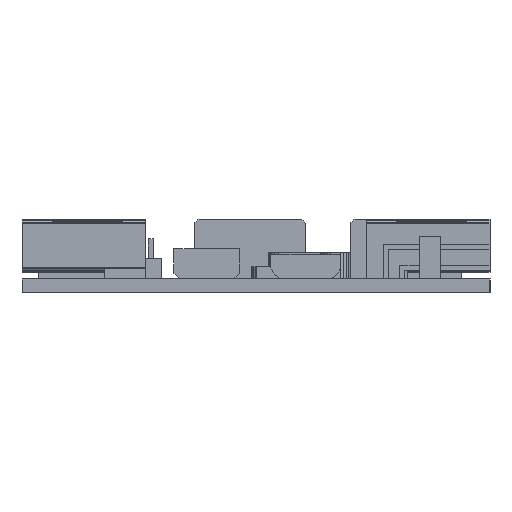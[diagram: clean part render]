
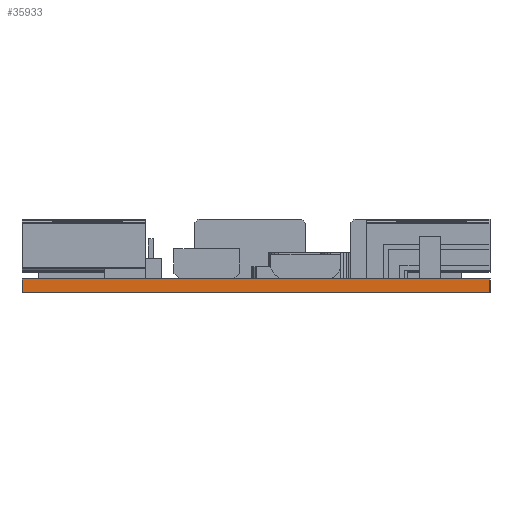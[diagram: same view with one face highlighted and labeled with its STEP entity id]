
A CAD part, left-side view. The second image highlights one B-rep face of the part: STEP entity #35933.
In plain terms, the highlighted planar face has unit normal (-1, 0, 0).
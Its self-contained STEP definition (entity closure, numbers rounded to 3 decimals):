
#44 = PLANE('',#45);
#45 = AXIS2_PLACEMENT_3D('',#46,#47,#48);
#46 = CARTESIAN_POINT('',(2.,2.,0.));
#47 = DIRECTION('',(0.,-1.,0.));
#48 = DIRECTION('',(0.,-0.,-1.));
#72 = PLANE('',#73);
#73 = AXIS2_PLACEMENT_3D('',#74,#75,#76);
#74 = CARTESIAN_POINT('',(2.,59.,0.));
#75 = DIRECTION('',(-0.,0.,1.));
#76 = DIRECTION('',(1.,0.,0.));
#100 = PLANE('',#101);
#101 = AXIS2_PLACEMENT_3D('',#102,#103,#104);
#102 = CARTESIAN_POINT('',(2.,59.,1.7));
#103 = DIRECTION('',(-0.,1.,0.));
#104 = DIRECTION('',(0.,0.,1.));
#126 = PLANE('',#127);
#127 = AXIS2_PLACEMENT_3D('',#128,#129,#130);
#128 = CARTESIAN_POINT('',(2.,2.,1.7));
#129 = DIRECTION('',(0.,0.,1.));
#130 = DIRECTION('',(1.,0.,-0.));
#141 = EDGE_CURVE('',#142,#144,#146,.T.);
#142 = VERTEX_POINT('',#143);
#143 = CARTESIAN_POINT('',(2.,2.,0.));
#144 = VERTEX_POINT('',#145);
#145 = CARTESIAN_POINT('',(2.,2.,1.7));
#146 = SURFACE_CURVE('',#147,(#151,#158),.PCURVE_S1.);
#147 = LINE('',#148,#149);
#148 = CARTESIAN_POINT('',(2.,2.,0.));
#149 = VECTOR('',#150,1.);
#150 = DIRECTION('',(0.,0.,1.));
#151 = PCURVE('',#44,#152);
#152 = DEFINITIONAL_REPRESENTATION('',(#153),#157);
#153 = LINE('',#154,#155);
#154 = CARTESIAN_POINT('',(0.,0.));
#155 = VECTOR('',#156,1.);
#156 = DIRECTION('',(-1.,0.));
#157 = ( GEOMETRIC_REPRESENTATION_CONTEXT(2) 
PARAMETRIC_REPRESENTATION_CONTEXT() REPRESENTATION_CONTEXT('2D SPACE',''
  ) );
#158 = PCURVE('',#159,#164);
#159 = PLANE('',#160);
#160 = AXIS2_PLACEMENT_3D('',#161,#162,#163);
#161 = CARTESIAN_POINT('',(2.,2.,0.));
#162 = DIRECTION('',(1.,0.,0.));
#163 = DIRECTION('',(-0.,0.,1.));
#164 = DEFINITIONAL_REPRESENTATION('',(#165),#169);
#165 = LINE('',#166,#167);
#166 = CARTESIAN_POINT('',(0.,0.));
#167 = VECTOR('',#168,1.);
#168 = DIRECTION('',(1.,0.));
#169 = ( GEOMETRIC_REPRESENTATION_CONTEXT(2) 
PARAMETRIC_REPRESENTATION_CONTEXT() REPRESENTATION_CONTEXT('2D SPACE',''
  ) );
#217 = EDGE_CURVE('',#144,#218,#220,.T.);
#218 = VERTEX_POINT('',#219);
#219 = CARTESIAN_POINT('',(2.,59.,1.7));
#220 = SURFACE_CURVE('',#221,(#225,#232),.PCURVE_S1.);
#221 = LINE('',#222,#223);
#222 = CARTESIAN_POINT('',(2.,2.,1.7));
#223 = VECTOR('',#224,1.);
#224 = DIRECTION('',(0.,1.,0.));
#225 = PCURVE('',#126,#226);
#226 = DEFINITIONAL_REPRESENTATION('',(#227),#231);
#227 = LINE('',#228,#229);
#228 = CARTESIAN_POINT('',(0.,0.));
#229 = VECTOR('',#230,1.);
#230 = DIRECTION('',(0.,1.));
#231 = ( GEOMETRIC_REPRESENTATION_CONTEXT(2) 
PARAMETRIC_REPRESENTATION_CONTEXT() REPRESENTATION_CONTEXT('2D SPACE',''
  ) );
#232 = PCURVE('',#159,#233);
#233 = DEFINITIONAL_REPRESENTATION('',(#234),#238);
#234 = LINE('',#235,#236);
#235 = CARTESIAN_POINT('',(1.7,0.));
#236 = VECTOR('',#237,1.);
#237 = DIRECTION('',(0.,-1.));
#238 = ( GEOMETRIC_REPRESENTATION_CONTEXT(2) 
PARAMETRIC_REPRESENTATION_CONTEXT() REPRESENTATION_CONTEXT('2D SPACE',''
  ) );
#33125 = VERTEX_POINT('',#33126);
#33126 = CARTESIAN_POINT('',(2.,59.,0.));
#33149 = EDGE_CURVE('',#33125,#142,#33150,.T.);
#33150 = SURFACE_CURVE('',#33151,(#33155,#33162),.PCURVE_S1.);
#33151 = LINE('',#33152,#33153);
#33152 = CARTESIAN_POINT('',(2.,59.,0.));
#33153 = VECTOR('',#33154,1.);
#33154 = DIRECTION('',(0.,-1.,0.));
#33155 = PCURVE('',#72,#33156);
#33156 = DEFINITIONAL_REPRESENTATION('',(#33157),#33161);
#33157 = LINE('',#33158,#33159);
#33158 = CARTESIAN_POINT('',(0.,0.));
#33159 = VECTOR('',#33160,1.);
#33160 = DIRECTION('',(0.,-1.));
#33161 = ( GEOMETRIC_REPRESENTATION_CONTEXT(2) 
PARAMETRIC_REPRESENTATION_CONTEXT() REPRESENTATION_CONTEXT('2D SPACE',''
  ) );
#33162 = PCURVE('',#159,#33163);
#33163 = DEFINITIONAL_REPRESENTATION('',(#33164),#33168);
#33164 = LINE('',#33165,#33166);
#33165 = CARTESIAN_POINT('',(0.,-57.));
#33166 = VECTOR('',#33167,1.);
#33167 = DIRECTION('',(0.,1.));
#33168 = ( GEOMETRIC_REPRESENTATION_CONTEXT(2) 
PARAMETRIC_REPRESENTATION_CONTEXT() REPRESENTATION_CONTEXT('2D SPACE',''
  ) );
#35933 = ADVANCED_FACE('',(#35934),#159,.F.);
#35934 = FACE_BOUND('',#35935,.T.);
#35935 = EDGE_LOOP('',(#35936,#35937,#35938,#35959));
#35936 = ORIENTED_EDGE('',*,*,#141,.T.);
#35937 = ORIENTED_EDGE('',*,*,#217,.T.);
#35938 = ORIENTED_EDGE('',*,*,#35939,.T.);
#35939 = EDGE_CURVE('',#218,#33125,#35940,.T.);
#35940 = SURFACE_CURVE('',#35941,(#35945,#35952),.PCURVE_S1.);
#35941 = LINE('',#35942,#35943);
#35942 = CARTESIAN_POINT('',(2.,59.,1.7));
#35943 = VECTOR('',#35944,1.);
#35944 = DIRECTION('',(0.,0.,-1.));
#35945 = PCURVE('',#159,#35946);
#35946 = DEFINITIONAL_REPRESENTATION('',(#35947),#35951);
#35947 = LINE('',#35948,#35949);
#35948 = CARTESIAN_POINT('',(1.7,-57.));
#35949 = VECTOR('',#35950,1.);
#35950 = DIRECTION('',(-1.,0.));
#35951 = ( GEOMETRIC_REPRESENTATION_CONTEXT(2) 
PARAMETRIC_REPRESENTATION_CONTEXT() REPRESENTATION_CONTEXT('2D SPACE',''
  ) );
#35952 = PCURVE('',#100,#35953);
#35953 = DEFINITIONAL_REPRESENTATION('',(#35954),#35958);
#35954 = LINE('',#35955,#35956);
#35955 = CARTESIAN_POINT('',(0.,0.));
#35956 = VECTOR('',#35957,1.);
#35957 = DIRECTION('',(-1.,0.));
#35958 = ( GEOMETRIC_REPRESENTATION_CONTEXT(2) 
PARAMETRIC_REPRESENTATION_CONTEXT() REPRESENTATION_CONTEXT('2D SPACE',''
  ) );
#35959 = ORIENTED_EDGE('',*,*,#33149,.T.);
